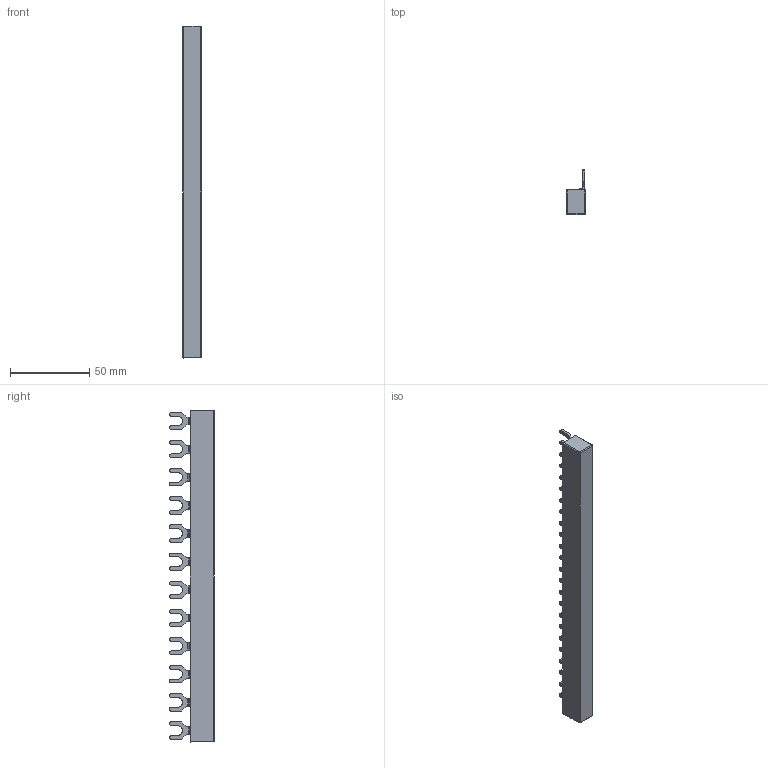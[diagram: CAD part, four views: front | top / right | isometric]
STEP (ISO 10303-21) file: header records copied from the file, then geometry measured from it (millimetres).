
FILE_DESCRIPTION((''),'2;1');
FILE_NAME('STP-IZ10-L1NL2NL3N-12_ASM','2021-03-30T',('marketing.praksa'),('Audax d.o.o.'),'CREO PARAMETRIC BY PTC INC, 2017480','CREO PARAMETRIC BY PTC INC, 2017480','');
FILE_SCHEMA(('AUTOMOTIVE_DESIGN { 1 0 10303 214 1 1 1 1 }'));
Length unit declared in the file: millimetre
Products named in the file (4): BASEWOL; PRT0122; PRT0120; STP-IZ10-L1NL2NL3N-12_ASM
Assembly tree (3 placements, depth 2):
  STP-IZ10-L1NL2NL3N-12_ASM
    BASEWOL
    PRT0122
    PRT0120
Bounding box: 12 x 28.24 x 210 mm (x, y, z)
Volume: 39064.2 mm3; surface area: 14808.5 mm2
Topology: 16 solids, 16 shells, 387 faces, 1160 edges, 804 vertices
Faces by surface type: plane 231, cylinder 152, sphere 4
Entity records: 19922 total; most frequent: CARTESIAN_POINT 2488, ORIENTED_EDGE 2312, DIRECTION 2296, PRESENTATION_STYLE_ASSIGNMENT 1559, STYLED_ITEM 1559, CURVE_STYLE 1156, EDGE_CURVE 1156, VERTEX_POINT 804
